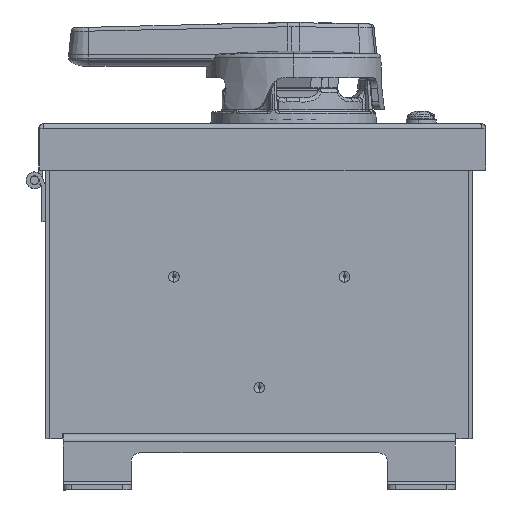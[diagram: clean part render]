
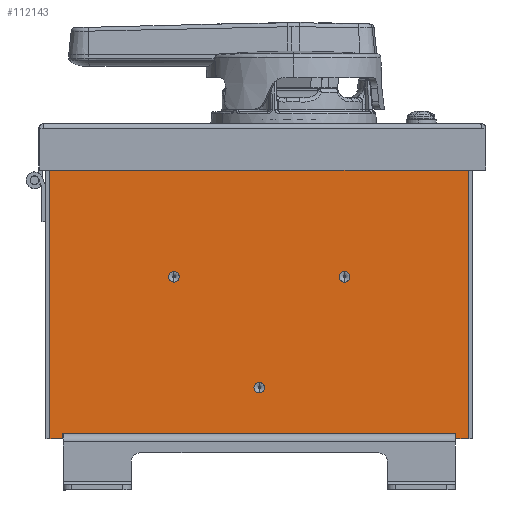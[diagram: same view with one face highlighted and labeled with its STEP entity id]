
A CAD part, front view. The second image highlights one B-rep face of the part: STEP entity #112143.
In plain terms, the highlighted planar face has unit normal (0, -1, 0).
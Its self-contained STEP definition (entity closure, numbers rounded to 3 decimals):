
#1560 = CARTESIAN_POINT ( 'NONE',  ( 72.818, -98.994, 111.759 ) ) ;
#1840 = CARTESIAN_POINT ( 'NONE',  ( -32.084, -98.994, 172.185 ) ) ;
#2755 = CARTESIAN_POINT ( 'NONE',  ( -78.262, -98.994, 220.192 ) ) ;
#4077 = EDGE_CURVE ( 'NONE', #128801, #60812, #44021, .T. ) ;
#7284 = VERTEX_POINT ( 'NONE', #113212 ) ;
#8906 = EDGE_CURVE ( 'NONE', #60046, #80568, #192369, .T. ) ;
#9196 = CARTESIAN_POINT ( 'NONE',  ( -0.334, -98.994, 128.93 ) ) ;
#10130 = LINE ( 'NONE', #40490, #100964 ) ;
#12627 = FACE_BOUND ( 'NONE', #173042, .T. ) ;
#13484 = DIRECTION ( 'NONE',  ( 0., 1., 0. ) ) ;
#13577 = ORIENTED_EDGE ( 'NONE', *, *, #230833, .F. ) ;
#14600 = EDGE_CURVE ( 'NONE', #71415, #234137, #233872, .T. ) ;
#15347 = ORIENTED_EDGE ( 'NONE', *, *, #8906, .F. ) ;
#17050 = CARTESIAN_POINT ( 'NONE',  ( -78.262, -98.994, 220.192 ) ) ;
#17374 = CARTESIAN_POINT ( 'NONE',  ( -32.084, -98.994, 170.205 ) ) ;
#17712 = DIRECTION ( 'NONE',  ( 0., 0., -1. ) ) ;
#18351 = ORIENTED_EDGE ( 'NONE', *, *, #201584, .F. ) ;
#20495 = CARTESIAN_POINT ( 'NONE',  ( 31.416, -98.994, 172.185 ) ) ;
#21330 = CARTESIAN_POINT ( 'NONE',  ( -32.084, -98.994, 168.224 ) ) ;
#24991 = EDGE_CURVE ( 'NONE', #74741, #55039, #205010, .T. ) ;
#27020 = DIRECTION ( 'NONE',  ( 0., 0., -1. ) ) ;
#27477 = DIRECTION ( 'NONE',  ( 0., 0., -1. ) ) ;
#33315 = EDGE_LOOP ( 'NONE', ( #112863, #158195 ) ) ;
#35687 = DIRECTION ( 'NONE',  ( 0., 0., -1. ) ) ;
#35707 = ORIENTED_EDGE ( 'NONE', *, *, #4077, .T. ) ;
#40490 = CARTESIAN_POINT ( 'NONE',  ( -78.262, -98.994, 109.88 ) ) ;
#44021 = LINE ( 'NONE', #172839, #188871 ) ;
#53423 = PLANE ( 'NONE',  #181731 ) ;
#55039 = VERTEX_POINT ( 'NONE', #69843 ) ;
#59939 = EDGE_CURVE ( 'NONE', #128801, #234137, #10130, .T. ) ;
#60046 = VERTEX_POINT ( 'NONE', #217276 ) ;
#60812 = VERTEX_POINT ( 'NONE', #152514 ) ;
#60817 = FACE_BOUND ( 'NONE', #205184, .T. ) ;
#62556 = DIRECTION ( 'NONE',  ( 0., 0., 1. ) ) ;
#63236 = ORIENTED_EDGE ( 'NONE', *, *, #124614, .F. ) ;
#64035 = DIRECTION ( 'NONE',  ( 0., 0., 1. ) ) ;
#66410 = DIRECTION ( 'NONE',  ( 0., 1., 0. ) ) ;
#69843 = CARTESIAN_POINT ( 'NONE',  ( -0.334, -98.994, 130.91 ) ) ;
#70863 = CARTESIAN_POINT ( 'NONE',  ( -32.084, -98.994, 170.205 ) ) ;
#71415 = VERTEX_POINT ( 'NONE', #17050 ) ;
#74067 = CARTESIAN_POINT ( 'NONE',  ( -0.334, -98.994, 126.949 ) ) ;
#74277 = VERTEX_POINT ( 'NONE', #20495 ) ;
#74741 = VERTEX_POINT ( 'NONE', #74067 ) ;
#78355 = AXIS2_PLACEMENT_3D ( 'NONE', #70863, #197996, #89116 ) ;
#79109 = CIRCLE ( 'NONE', #88175, 1.981 ) ;
#80568 = VERTEX_POINT ( 'NONE', #114202 ) ;
#85321 = LINE ( 'NONE', #224655, #170569 ) ;
#87838 = EDGE_LOOP ( 'NONE', ( #63236, #169856, #184970, #35707, #122248, #18351, #13577, #15347 ) ) ;
#88175 = AXIS2_PLACEMENT_3D ( 'NONE', #9196, #136177, #27477 ) ;
#89116 = DIRECTION ( 'NONE',  ( 0., 0., -1. ) ) ;
#89860 = DIRECTION ( 'NONE',  ( 0., 0., -1. ) ) ;
#91351 = LINE ( 'NONE', #232834, #230658 ) ;
#92531 = CARTESIAN_POINT ( 'NONE',  ( -1225.376, -98.994, 111.759 ) ) ;
#93320 = VERTEX_POINT ( 'NONE', #1840 ) ;
#93594 = AXIS2_PLACEMENT_3D ( 'NONE', #175186, #66410, #193491 ) ;
#94905 = VERTEX_POINT ( 'NONE', #1560 ) ;
#95171 = DIRECTION ( 'NONE',  ( -1., 0., 0. ) ) ;
#98736 = DIRECTION ( 'NONE',  ( 1., 0., 0. ) ) ;
#100964 = VECTOR ( 'NONE', #95171, 1000. ) ;
#108322 = VECTOR ( 'NONE', #98736, 1000. ) ;
#110581 = CIRCLE ( 'NONE', #159885, 1.981 ) ;
#112143 = ADVANCED_FACE ( 'NONE', ( #12627, #60817, #151757, #205821 ), #53423, .F. ) ;
#112334 = VECTOR ( 'NONE', #201368, 1000. ) ;
#112863 = ORIENTED_EDGE ( 'NONE', *, *, #24991, .T. ) ;
#113212 = CARTESIAN_POINT ( 'NONE',  ( 31.416, -98.994, 168.224 ) ) ;
#114031 = LINE ( 'NONE', #225780, #108322 ) ;
#114202 = CARTESIAN_POINT ( 'NONE',  ( 77.593, -98.994, 109.88 ) ) ;
#117385 = EDGE_CURVE ( 'NONE', #7284, #74277, #110581, .T. ) ;
#117440 = CARTESIAN_POINT ( 'NONE',  ( 77.593, -98.994, 220.192 ) ) ;
#119317 = ORIENTED_EDGE ( 'NONE', *, *, #199146, .T. ) ;
#122203 = CARTESIAN_POINT ( 'NONE',  ( 31.416, -98.994, 170.205 ) ) ;
#122248 = ORIENTED_EDGE ( 'NONE', *, *, #173996, .T. ) ;
#124614 = EDGE_CURVE ( 'NONE', #71415, #60046, #114031, .T. ) ;
#126104 = VERTEX_POINT ( 'NONE', #139805 ) ;
#126435 = DIRECTION ( 'NONE',  ( 0., 1., 0. ) ) ;
#128801 = VERTEX_POINT ( 'NONE', #205245 ) ;
#130120 = EDGE_CURVE ( 'NONE', #74277, #7284, #180824, .T. ) ;
#136177 = DIRECTION ( 'NONE',  ( 0., 1., 0. ) ) ;
#138170 = ORIENTED_EDGE ( 'NONE', *, *, #130120, .T. ) ;
#139805 = CARTESIAN_POINT ( 'NONE',  ( 72.818, -98.994, 109.88 ) ) ;
#140496 = DIRECTION ( 'NONE',  ( 0., 0., -1. ) ) ;
#144044 = VECTOR ( 'NONE', #27020, 1000. ) ;
#144332 = DIRECTION ( 'NONE',  ( 0., 1., 0. ) ) ;
#149205 = LINE ( 'NONE', #92531, #112334 ) ;
#151757 = FACE_BOUND ( 'NONE', #33315, .T. ) ;
#152514 = CARTESIAN_POINT ( 'NONE',  ( -73.486, -98.994, 111.759 ) ) ;
#156622 = CIRCLE ( 'NONE', #78355, 1.981 ) ;
#158195 = ORIENTED_EDGE ( 'NONE', *, *, #221524, .T. ) ;
#159885 = AXIS2_PLACEMENT_3D ( 'NONE', #235220, #126435, #17712 ) ;
#160628 = VERTEX_POINT ( 'NONE', #21330 ) ;
#166234 = ORIENTED_EDGE ( 'NONE', *, *, #222105, .T. ) ;
#169856 = ORIENTED_EDGE ( 'NONE', *, *, #14600, .T. ) ;
#170569 = VECTOR ( 'NONE', #62556, 1000. ) ;
#172839 = CARTESIAN_POINT ( 'NONE',  ( -73.486, -98.994, 109.88 ) ) ;
#173042 = EDGE_LOOP ( 'NONE', ( #166234, #119317 ) ) ;
#173996 = EDGE_CURVE ( 'NONE', #60812, #94905, #149205, .T. ) ;
#175186 = CARTESIAN_POINT ( 'NONE',  ( -0.334, -98.994, 128.93 ) ) ;
#177089 = CARTESIAN_POINT ( 'NONE',  ( -78.262, -98.994, 109.88 ) ) ;
#180434 = CARTESIAN_POINT ( 'NONE',  ( -1225.376, -98.994, 111.759 ) ) ;
#180824 = CIRCLE ( 'NONE', #207546, 1.981 ) ;
#181731 = AXIS2_PLACEMENT_3D ( 'NONE', #180434, #198734, #89860 ) ;
#184487 = DIRECTION ( 'NONE',  ( 0., 0., -1. ) ) ;
#184970 = ORIENTED_EDGE ( 'NONE', *, *, #59939, .F. ) ;
#185619 = VECTOR ( 'NONE', #184487, 1000. ) ;
#188871 = VECTOR ( 'NONE', #64035, 1000. ) ;
#192000 = ORIENTED_EDGE ( 'NONE', *, *, #117385, .T. ) ;
#192369 = LINE ( 'NONE', #117440, #144044 ) ;
#192632 = CIRCLE ( 'NONE', #225242, 1.981 ) ;
#193491 = DIRECTION ( 'NONE',  ( 0., 0., -1. ) ) ;
#197996 = DIRECTION ( 'NONE',  ( 0., 1., 0. ) ) ;
#198734 = DIRECTION ( 'NONE',  ( 0., 1., 0. ) ) ;
#199146 = EDGE_CURVE ( 'NONE', #93320, #160628, #156622, .T. ) ;
#201368 = DIRECTION ( 'NONE',  ( 1., 0., 0. ) ) ;
#201584 = EDGE_CURVE ( 'NONE', #126104, #94905, #85321, .T. ) ;
#205010 = CIRCLE ( 'NONE', #93594, 1.981 ) ;
#205184 = EDGE_LOOP ( 'NONE', ( #192000, #138170 ) ) ;
#205245 = CARTESIAN_POINT ( 'NONE',  ( -73.486, -98.994, 109.88 ) ) ;
#205821 = FACE_OUTER_BOUND ( 'NONE', #87838, .T. ) ;
#207546 = AXIS2_PLACEMENT_3D ( 'NONE', #122203, #13484, #140496 ) ;
#214565 = DIRECTION ( 'NONE',  ( -1., 0., 0. ) ) ;
#217276 = CARTESIAN_POINT ( 'NONE',  ( 77.593, -98.994, 220.192 ) ) ;
#221524 = EDGE_CURVE ( 'NONE', #55039, #74741, #79109, .T. ) ;
#222105 = EDGE_CURVE ( 'NONE', #160628, #93320, #192632, .T. ) ;
#224655 = CARTESIAN_POINT ( 'NONE',  ( 72.818, -98.994, 109.88 ) ) ;
#225242 = AXIS2_PLACEMENT_3D ( 'NONE', #17374, #144332, #35687 ) ;
#225780 = CARTESIAN_POINT ( 'NONE',  ( -1225.376, -98.994, 220.192 ) ) ;
#230658 = VECTOR ( 'NONE', #214565, 1000. ) ;
#230833 = EDGE_CURVE ( 'NONE', #80568, #126104, #91351, .T. ) ;
#232834 = CARTESIAN_POINT ( 'NONE',  ( 77.593, -98.994, 109.88 ) ) ;
#233872 = LINE ( 'NONE', #2755, #185619 ) ;
#234137 = VERTEX_POINT ( 'NONE', #177089 ) ;
#235220 = CARTESIAN_POINT ( 'NONE',  ( 31.416, -98.994, 170.205 ) ) ;
